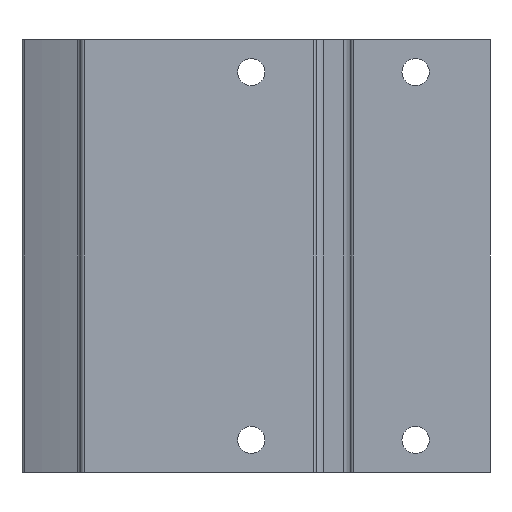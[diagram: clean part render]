
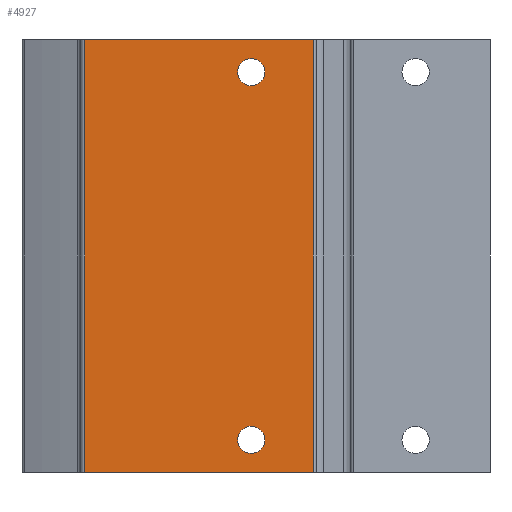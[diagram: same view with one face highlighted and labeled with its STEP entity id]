
A CAD part, front view. The second image highlights one B-rep face of the part: STEP entity #4927.
In plain terms, the highlighted planar face has unit normal (0, -1, 0).
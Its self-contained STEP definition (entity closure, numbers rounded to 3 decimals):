
#157=PLANE('',#5335);
#337=CIRCLE('',#5336,3.15);
#338=CIRCLE('',#5337,3.15);
#664=ORIENTED_EDGE('',*,*,#1994,.F.);
#665=ORIENTED_EDGE('',*,*,#1995,.F.);
#666=ORIENTED_EDGE('',*,*,#1996,.F.);
#667=ORIENTED_EDGE('',*,*,#1993,.F.);
#668=ORIENTED_EDGE('',*,*,#1997,.T.);
#669=ORIENTED_EDGE('',*,*,#1998,.T.);
#1993=EDGE_CURVE('',#2655,#2654,#3137,.T.);
#1994=EDGE_CURVE('',#2656,#2656,#337,.T.);
#1995=EDGE_CURVE('',#2657,#2657,#338,.T.);
#1996=EDGE_CURVE('',#2654,#2658,#3138,.T.);
#1997=EDGE_CURVE('',#2655,#2659,#3139,.T.);
#1998=EDGE_CURVE('',#2659,#2658,#3140,.T.);
#2654=VERTEX_POINT('',#7650);
#2655=VERTEX_POINT('',#7652);
#2656=VERTEX_POINT('',#7656);
#2657=VERTEX_POINT('',#7658);
#2658=VERTEX_POINT('',#7660);
#2659=VERTEX_POINT('',#7662);
#3137=LINE('',#7653,#3506);
#3138=LINE('',#7659,#3507);
#3139=LINE('',#7661,#3508);
#3140=LINE('',#7663,#3509);
#3506=VECTOR('',#5979,1000.);
#3507=VECTOR('',#5986,1000.);
#3508=VECTOR('',#5987,1000.);
#3509=VECTOR('',#5988,1000.);
#3879=EDGE_LOOP('',(#664));
#3880=EDGE_LOOP('',(#665));
#3881=EDGE_LOOP('',(#666,#667,#668,#669));
#4358=FACE_BOUND('',#3879,.T.);
#4359=FACE_BOUND('',#3880,.T.);
#4360=FACE_BOUND('',#3881,.T.);
#4927=ADVANCED_FACE('',(#4358,#4359,#4360),#157,.T.);
#5335=AXIS2_PLACEMENT_3D('',#7654,#5980,#5981);
#5336=AXIS2_PLACEMENT_3D('',#7655,#5982,#5983);
#5337=AXIS2_PLACEMENT_3D('',#7657,#5984,#5985);
#5979=DIRECTION('',(0.,0.,1.));
#5980=DIRECTION('',(0.,-1.,0.));
#5981=DIRECTION('',(0.,0.,-1.));
#5982=DIRECTION('',(0.,-1.,0.));
#5983=DIRECTION('',(0.,0.,-1.));
#5984=DIRECTION('',(0.,-1.,0.));
#5985=DIRECTION('',(0.,0.,-1.));
#5986=DIRECTION('',(1.,0.,0.));
#5987=DIRECTION('',(1.,0.,0.));
#5988=DIRECTION('',(0.,0.,1.));
#7650=CARTESIAN_POINT('',(-57.5,0.,0.));
#7652=CARTESIAN_POINT('',(-57.5,0.,-100.));
#7653=CARTESIAN_POINT('',(-57.5,0.,-100.));
#7654=CARTESIAN_POINT('',(-57.5,0.,-100.));
#7655=CARTESIAN_POINT('',(-19.,0.,-92.5));
#7656=CARTESIAN_POINT('',(-19.,0.,-95.65));
#7657=CARTESIAN_POINT('',(-19.,0.,-7.5));
#7658=CARTESIAN_POINT('',(-19.,0.,-10.65));
#7659=CARTESIAN_POINT('',(-57.5,0.,0.));
#7660=CARTESIAN_POINT('',(-4.7,0.,0.));
#7661=CARTESIAN_POINT('',(-57.5,0.,-100.));
#7662=CARTESIAN_POINT('',(-4.7,0.,-100.));
#7663=CARTESIAN_POINT('',(-4.7,0.,-100.));
